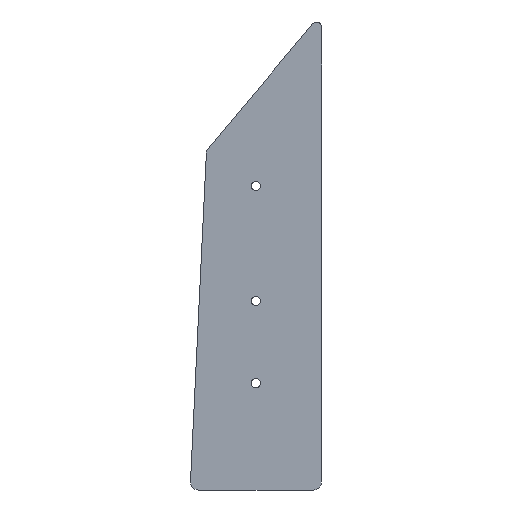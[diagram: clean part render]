
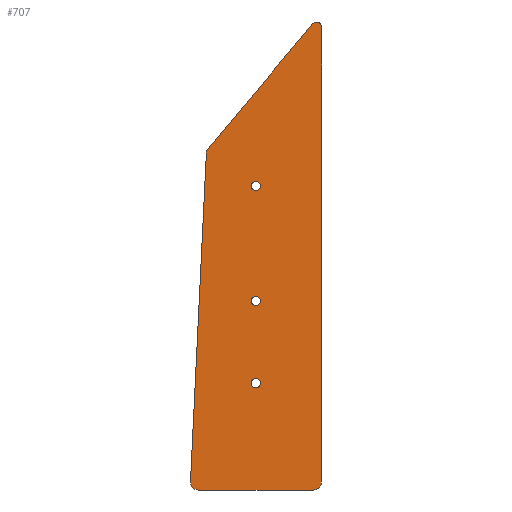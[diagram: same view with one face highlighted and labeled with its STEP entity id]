
A CAD part, left-side view. The second image highlights one B-rep face of the part: STEP entity #707.
In plain terms, the highlighted planar face has unit normal (-1, 0, 0).
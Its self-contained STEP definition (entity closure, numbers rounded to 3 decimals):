
#11 = CARTESIAN_POINT ( 'NONE',  ( -3., 0., 5. ) ) ;
#19 = VERTEX_POINT ( 'NONE', #30 ) ;
#30 = CARTESIAN_POINT ( 'NONE',  ( -3., 40., 62.25 ) ) ;
#32 = ORIENTED_EDGE ( 'NONE', *, *, #139, .F. ) ;
#38 = CARTESIAN_POINT ( 'NONE',  ( -3., 3., 281.758 ) ) ;
#39 = DIRECTION ( 'NONE',  ( 0., 0., -1. ) ) ;
#41 = ORIENTED_EDGE ( 'NONE', *, *, #451, .T. ) ;
#49 = EDGE_LOOP ( 'NONE', ( #267, #153 ) ) ;
#50 = FACE_OUTER_BOUND ( 'NONE', #603, .T. ) ;
#62 = CARTESIAN_POINT ( 'NONE',  ( -3., 40., 115. ) ) ;
#63 = VERTEX_POINT ( 'NONE', #205 ) ;
#68 = EDGE_CURVE ( 'NONE', #336, #424, #311, .T. ) ;
#70 = CARTESIAN_POINT ( 'NONE',  ( -3., 68.917, 207.867 ) ) ;
#71 = CIRCLE ( 'NONE', #663, 2.75 ) ;
#94 = ORIENTED_EDGE ( 'NONE', *, *, #664, .T. ) ;
#99 = DIRECTION ( 'NONE',  ( 0., 0., -1. ) ) ;
#105 = VERTEX_POINT ( 'NONE', #389 ) ;
#117 = CARTESIAN_POINT ( 'NONE',  ( -3., 40., 187.75 ) ) ;
#122 = EDGE_CURVE ( 'NONE', #357, #332, #380, .T. ) ;
#128 = EDGE_LOOP ( 'NONE', ( #689, #566 ) ) ;
#130 = AXIS2_PLACEMENT_3D ( 'NONE', #62, #570, #688 ) ;
#131 = DIRECTION ( 'NONE',  ( 1., 0., 0. ) ) ;
#139 = EDGE_CURVE ( 'NONE', #63, #381, #650, .T. ) ;
#144 = CARTESIAN_POINT ( 'NONE',  ( -3., 5.298, 283.686 ) ) ;
#145 = DIRECTION ( 'NONE',  ( 1., 0., 0. ) ) ;
#146 = AXIS2_PLACEMENT_3D ( 'NONE', #275, #216, #405 ) ;
#150 = CARTESIAN_POINT ( 'NONE',  ( -3., 74.752, 0. ) ) ;
#151 = DIRECTION ( 'NONE',  ( 1., 0., 0. ) ) ;
#153 = ORIENTED_EDGE ( 'NONE', *, *, #574, .T. ) ;
#160 = VECTOR ( 'NONE', #194, 1000. ) ;
#163 = LINE ( 'NONE', #629, #290 ) ;
#165 = ORIENTED_EDGE ( 'NONE', *, *, #68, .F. ) ;
#170 = PLANE ( 'NONE',  #619 ) ;
#173 = AXIS2_PLACEMENT_3D ( 'NONE', #334, #495, #445 ) ;
#174 = DIRECTION ( 'NONE',  ( -1., 0., 0. ) ) ;
#180 = AXIS2_PLACEMENT_3D ( 'NONE', #671, #145, #253 ) ;
#186 = DIRECTION ( 'NONE',  ( 1., 0., 0. ) ) ;
#191 = CIRCLE ( 'NONE', #507, 2.75 ) ;
#192 = CARTESIAN_POINT ( 'NONE',  ( -3., 40., 115. ) ) ;
#194 = DIRECTION ( 'NONE',  ( 0., -1., 0. ) ) ;
#198 = CARTESIAN_POINT ( 'NONE',  ( -3., 5., 5. ) ) ;
#199 = CIRCLE ( 'NONE', #400, 2.751 ) ;
#205 = CARTESIAN_POINT ( 'NONE',  ( -3., 74.752, 0. ) ) ;
#216 = DIRECTION ( 'NONE',  ( 1., 0., 0. ) ) ;
#222 = ORIENTED_EDGE ( 'NONE', *, *, #712, .T. ) ;
#232 = VERTEX_POINT ( 'NONE', #282 ) ;
#233 = CARTESIAN_POINT ( 'NONE',  ( -3., 5., 0. ) ) ;
#237 = CARTESIAN_POINT ( 'NONE',  ( -3., 40., 117.751 ) ) ;
#240 = CARTESIAN_POINT ( 'NONE',  ( -3., 40., 65. ) ) ;
#243 = ORIENTED_EDGE ( 'NONE', *, *, #631, .F. ) ;
#245 = VERTEX_POINT ( 'NONE', #634 ) ;
#253 = DIRECTION ( 'NONE',  ( 0., 0., -1. ) ) ;
#267 = ORIENTED_EDGE ( 'NONE', *, *, #560, .T. ) ;
#275 = CARTESIAN_POINT ( 'NONE',  ( -3., 65.087, 204.653 ) ) ;
#282 = CARTESIAN_POINT ( 'NONE',  ( -3., 40., 67.75 ) ) ;
#290 = VECTOR ( 'NONE', #501, 1000. ) ;
#304 = EDGE_CURVE ( 'NONE', #394, #385, #502, .T. ) ;
#311 = CIRCLE ( 'NONE', #422, 5. ) ;
#313 = VECTOR ( 'NONE', #730, 1000. ) ;
#314 = CARTESIAN_POINT ( 'NONE',  ( -3., 40., 65. ) ) ;
#327 = DIRECTION ( 'NONE',  ( 1., 0., 0. ) ) ;
#332 = VERTEX_POINT ( 'NONE', #70 ) ;
#334 = CARTESIAN_POINT ( 'NONE',  ( -3., 40., 185. ) ) ;
#336 = VERTEX_POINT ( 'NONE', #476 ) ;
#350 = FACE_BOUND ( 'NONE', #128, .T. ) ;
#357 = VERTEX_POINT ( 'NONE', #423 ) ;
#366 = EDGE_CURVE ( 'NONE', #385, #394, #199, .T. ) ;
#380 = LINE ( 'NONE', #144, #313 ) ;
#381 = VERTEX_POINT ( 'NONE', #527 ) ;
#385 = VERTEX_POINT ( 'NONE', #237 ) ;
#387 = DIRECTION ( 'NONE',  ( 0., 0.766, 0.643 ) ) ;
#389 = CARTESIAN_POINT ( 'NONE',  ( -3., 70.081, 204.895 ) ) ;
#394 = VERTEX_POINT ( 'NONE', #654 ) ;
#400 = AXIS2_PLACEMENT_3D ( 'NONE', #192, #186, #466 ) ;
#402 = CARTESIAN_POINT ( 'NONE',  ( -3., 0., 0. ) ) ;
#405 = DIRECTION ( 'NONE',  ( 0., 0.999, 0.048 ) ) ;
#420 = EDGE_CURVE ( 'NONE', #19, #232, #71, .T. ) ;
#422 = AXIS2_PLACEMENT_3D ( 'NONE', #198, #327, #744 ) ;
#423 = CARTESIAN_POINT ( 'NONE',  ( -3., 5.298, 283.686 ) ) ;
#424 = VERTEX_POINT ( 'NONE', #233 ) ;
#425 = CIRCLE ( 'NONE', #180, 2.75 ) ;
#433 = LINE ( 'NONE', #150, #160 ) ;
#440 = CARTESIAN_POINT ( 'NONE',  ( -3., 74.752, 5. ) ) ;
#445 = DIRECTION ( 'NONE',  ( 0., 0., -1. ) ) ;
#451 = EDGE_CURVE ( 'NONE', #232, #19, #191, .T. ) ;
#452 = ORIENTED_EDGE ( 'NONE', *, *, #420, .T. ) ;
#466 = DIRECTION ( 'NONE',  ( 0., 0., -1. ) ) ;
#468 = ORIENTED_EDGE ( 'NONE', *, *, #504, .F. ) ;
#470 = CIRCLE ( 'NONE', #173, 2.75 ) ;
#473 = DIRECTION ( 'NONE',  ( 1., 0., 0. ) ) ;
#476 = CARTESIAN_POINT ( 'NONE',  ( -3., 0., 5. ) ) ;
#481 = AXIS2_PLACEMENT_3D ( 'NONE', #38, #737, #387 ) ;
#495 = DIRECTION ( 'NONE',  ( 1., 0., 0. ) ) ;
#501 = DIRECTION ( 'NONE',  ( 0., 0.048, -0.999 ) ) ;
#502 = CIRCLE ( 'NONE', #130, 2.751 ) ;
#504 = EDGE_CURVE ( 'NONE', #357, #694, #731, .T. ) ;
#507 = AXIS2_PLACEMENT_3D ( 'NONE', #240, #473, #99 ) ;
#526 = LINE ( 'NONE', #11, #579 ) ;
#527 = CARTESIAN_POINT ( 'NONE',  ( -3., 79.746, 5.242 ) ) ;
#538 = DIRECTION ( 'NONE',  ( 0., 0., -1. ) ) ;
#558 = ORIENTED_EDGE ( 'NONE', *, *, #122, .T. ) ;
#560 = EDGE_CURVE ( 'NONE', #245, #621, #470, .T. ) ;
#564 = FACE_BOUND ( 'NONE', #627, .T. ) ;
#566 = ORIENTED_EDGE ( 'NONE', *, *, #366, .T. ) ;
#570 = DIRECTION ( 'NONE',  ( 1., 0., 0. ) ) ;
#574 = EDGE_CURVE ( 'NONE', #621, #245, #425, .T. ) ;
#577 = ORIENTED_EDGE ( 'NONE', *, *, #582, .T. ) ;
#579 = VECTOR ( 'NONE', #747, 1000. ) ;
#582 = EDGE_CURVE ( 'NONE', #63, #424, #433, .T. ) ;
#584 = DIRECTION ( 'NONE',  ( 0., 0., 1. ) ) ;
#587 = AXIS2_PLACEMENT_3D ( 'NONE', #440, #151, #39 ) ;
#603 = EDGE_LOOP ( 'NONE', ( #222, #468, #558, #243, #94, #32, #577, #165 ) ) ;
#619 = AXIS2_PLACEMENT_3D ( 'NONE', #402, #174, #584 ) ;
#621 = VERTEX_POINT ( 'NONE', #117 ) ;
#627 = EDGE_LOOP ( 'NONE', ( #452, #41 ) ) ;
#629 = CARTESIAN_POINT ( 'NONE',  ( -3., 70.081, 204.895 ) ) ;
#631 = EDGE_CURVE ( 'NONE', #105, #332, #704, .T. ) ;
#634 = CARTESIAN_POINT ( 'NONE',  ( -3., 40., 182.25 ) ) ;
#650 = CIRCLE ( 'NONE', #587, 5. ) ;
#654 = CARTESIAN_POINT ( 'NONE',  ( -3., 40., 112.249 ) ) ;
#663 = AXIS2_PLACEMENT_3D ( 'NONE', #314, #131, #538 ) ;
#664 = EDGE_CURVE ( 'NONE', #105, #381, #163, .T. ) ;
#671 = CARTESIAN_POINT ( 'NONE',  ( -3., 40., 185. ) ) ;
#688 = DIRECTION ( 'NONE',  ( 0., 0., -1. ) ) ;
#689 = ORIENTED_EDGE ( 'NONE', *, *, #304, .T. ) ;
#691 = FACE_BOUND ( 'NONE', #49, .T. ) ;
#694 = VERTEX_POINT ( 'NONE', #696 ) ;
#696 = CARTESIAN_POINT ( 'NONE',  ( -3., 0., 281.758 ) ) ;
#704 = CIRCLE ( 'NONE', #146, 5. ) ;
#707 = ADVANCED_FACE ( 'NONE', ( #350, #564, #50, #691 ), #170, .T. ) ;
#712 = EDGE_CURVE ( 'NONE', #336, #694, #526, .T. ) ;
#730 = DIRECTION ( 'NONE',  ( 0., 0.643, -0.766 ) ) ;
#731 = CIRCLE ( 'NONE', #481, 3. ) ;
#737 = DIRECTION ( 'NONE',  ( 1., 0., 0. ) ) ;
#744 = DIRECTION ( 'NONE',  ( 0., -1., 0. ) ) ;
#747 = DIRECTION ( 'NONE',  ( 0., 0., 1. ) ) ;
